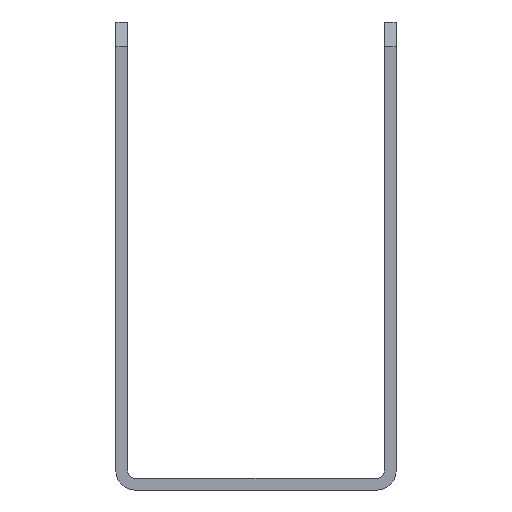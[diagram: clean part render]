
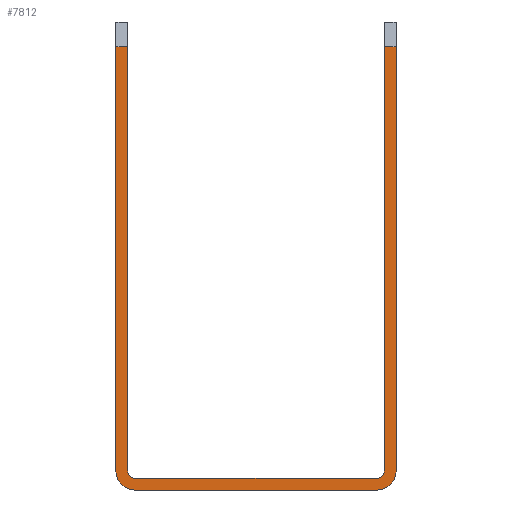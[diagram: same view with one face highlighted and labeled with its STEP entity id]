
A CAD part, front view. The second image highlights one B-rep face of the part: STEP entity #7812.
In plain terms, the highlighted planar face has unit normal (0, -1, 0).
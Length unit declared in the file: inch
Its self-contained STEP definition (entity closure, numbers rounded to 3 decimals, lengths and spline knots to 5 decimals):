
#85 = ORIENTED_EDGE ( 'NONE', *, *, #2378, .F. ) ;
#239 = EDGE_CURVE ( 'NONE', #2291, #5812, #3069, .T. ) ;
#429 = VECTOR ( 'NONE', #1908, 39.37008 ) ;
#480 = EDGE_CURVE ( 'NONE', #6457, #6545, #4321, .T. ) ;
#501 = ORIENTED_EDGE ( 'NONE', *, *, #239, .F. ) ;
#525 = CARTESIAN_POINT ( 'NONE',  ( -0.5645, -1., 1.885 ) ) ;
#603 = DIRECTION ( 'NONE',  ( 0., 0., 1. ) ) ;
#794 = CARTESIAN_POINT ( 'NONE',  ( 0.4875, -1., 0.077 ) ) ;
#1025 = CARTESIAN_POINT ( 'NONE',  ( 0.5645, -1., 1.785 ) ) ;
#1236 = DIRECTION ( 'NONE',  ( 0., 1., 0. ) ) ;
#1237 = CIRCLE ( 'NONE', #9329, 0.02976 ) ;
#1269 = CARTESIAN_POINT ( 'NONE',  ( -0.5645, -1., 0.077 ) ) ;
#1422 = CARTESIAN_POINT ( 'NONE',  ( -0.51726, -1., 1.785 ) ) ;
#1468 = CARTESIAN_POINT ( 'NONE',  ( -0.4875, -1., 0.077 ) ) ;
#1578 = CARTESIAN_POINT ( 'NONE',  ( 0.5645, -1., 0.045 ) ) ;
#1656 = DIRECTION ( 'NONE',  ( 0., 0., -1. ) ) ;
#1782 = VERTEX_POINT ( 'NONE', #8271 ) ;
#1908 = DIRECTION ( 'NONE',  ( 0., 0., 1. ) ) ;
#1929 = CARTESIAN_POINT ( 'NONE',  ( -0.51726, -1., 0.077 ) ) ;
#1946 = DIRECTION ( 'NONE',  ( 0., 0., -1. ) ) ;
#1984 = CARTESIAN_POINT ( 'NONE',  ( -0.4875, -1., 0.077 ) ) ;
#1989 = DIRECTION ( 'NONE',  ( 1., 0., 0. ) ) ;
#1990 = LINE ( 'NONE', #7305, #5578 ) ;
#2010 = EDGE_CURVE ( 'NONE', #1782, #5033, #8302, .T. ) ;
#2058 = VERTEX_POINT ( 'NONE', #1269 ) ;
#2147 = CARTESIAN_POINT ( 'NONE',  ( 0.51726, -1., 0.077 ) ) ;
#2208 = EDGE_CURVE ( 'NONE', #3629, #2058, #7199, .T. ) ;
#2229 = DIRECTION ( 'NONE',  ( 0., 0., 1. ) ) ;
#2291 = VERTEX_POINT ( 'NONE', #7133 ) ;
#2300 = LINE ( 'NONE', #6088, #7564 ) ;
#2355 = ORIENTED_EDGE ( 'NONE', *, *, #6993, .T. ) ;
#2378 = EDGE_CURVE ( 'NONE', #6545, #2291, #5745, .T. ) ;
#2413 = EDGE_CURVE ( 'NONE', #1782, #3654, #8968, .T. ) ;
#2457 = DIRECTION ( 'NONE',  ( 1., 0., 0. ) ) ;
#2567 = EDGE_CURVE ( 'NONE', #3629, #3654, #8079, .T. ) ;
#2597 = DIRECTION ( 'NONE',  ( 0., -1., 0. ) ) ;
#2602 = DIRECTION ( 'NONE',  ( 0., 1., 0. ) ) ;
#2656 = CARTESIAN_POINT ( 'NONE',  ( 0.51726, -1., 1.785 ) ) ;
#2751 = VECTOR ( 'NONE', #3506, 39.37008 ) ;
#2850 = DIRECTION ( 'NONE',  ( 0., 1., 0. ) ) ;
#2989 = ORIENTED_EDGE ( 'NONE', *, *, #8060, .T. ) ;
#3069 = LINE ( 'NONE', #5485, #5394 ) ;
#3476 = CARTESIAN_POINT ( 'NONE',  ( 0.4875, -1., 0. ) ) ;
#3506 = DIRECTION ( 'NONE',  ( -1., 0., 0. ) ) ;
#3616 = AXIS2_PLACEMENT_3D ( 'NONE', #1984, #2597, #1656 ) ;
#3617 = DIRECTION ( 'NONE',  ( 0., 0., -1. ) ) ;
#3629 = VERTEX_POINT ( 'NONE', #6498 ) ;
#3654 = VERTEX_POINT ( 'NONE', #3476 ) ;
#3938 = DIRECTION ( 'NONE',  ( 0., 1., 0. ) ) ;
#4025 = VECTOR ( 'NONE', #1989, 39.37008 ) ;
#4072 = VERTEX_POINT ( 'NONE', #2656 ) ;
#4321 = LINE ( 'NONE', #6867, #5604 ) ;
#4520 = VERTEX_POINT ( 'NONE', #6786 ) ;
#4656 = ORIENTED_EDGE ( 'NONE', *, *, #2010, .T. ) ;
#4916 = CARTESIAN_POINT ( 'NONE',  ( 0.4875, -1., 0.04724 ) ) ;
#5014 = LINE ( 'NONE', #525, #7672 ) ;
#5033 = VERTEX_POINT ( 'NONE', #1025 ) ;
#5056 = EDGE_CURVE ( 'NONE', #5144, #4072, #1990, .T. ) ;
#5069 = EDGE_CURVE ( 'NONE', #4520, #6457, #2300, .T. ) ;
#5144 = VERTEX_POINT ( 'NONE', #2147 ) ;
#5394 = VECTOR ( 'NONE', #6673, 39.37008 ) ;
#5485 = CARTESIAN_POINT ( 'NONE',  ( -0.4875, -1., 0.04724 ) ) ;
#5578 = VECTOR ( 'NONE', #6855, 39.37008 ) ;
#5603 = EDGE_CURVE ( 'NONE', #4520, #2058, #5014, .T. ) ;
#5604 = VECTOR ( 'NONE', #5805, 39.37008 ) ;
#5621 = LINE ( 'NONE', #7434, #2751 ) ;
#5745 = CIRCLE ( 'NONE', #3616, 0.02976 ) ;
#5805 = DIRECTION ( 'NONE',  ( 0., 0., -1. ) ) ;
#5812 = VERTEX_POINT ( 'NONE', #4916 ) ;
#5859 = ORIENTED_EDGE ( 'NONE', *, *, #5056, .F. ) ;
#5905 = ORIENTED_EDGE ( 'NONE', *, *, #2413, .F. ) ;
#6020 = CARTESIAN_POINT ( 'NONE',  ( 0.5645, -1., 0.045 ) ) ;
#6088 = CARTESIAN_POINT ( 'NONE',  ( -0.5645, -1., 1.785 ) ) ;
#6457 = VERTEX_POINT ( 'NONE', #1422 ) ;
#6461 = FACE_OUTER_BOUND ( 'NONE', #9436, .T. ) ;
#6498 = CARTESIAN_POINT ( 'NONE',  ( -0.4875, -1., 0. ) ) ;
#6534 = CARTESIAN_POINT ( 'NONE',  ( 0.4875, -1., 0.077 ) ) ;
#6545 = VERTEX_POINT ( 'NONE', #1929 ) ;
#6673 = DIRECTION ( 'NONE',  ( 1., 0., 0. ) ) ;
#6786 = CARTESIAN_POINT ( 'NONE',  ( -0.5645, -1., 1.785 ) ) ;
#6855 = DIRECTION ( 'NONE',  ( 0., 0., 1. ) ) ;
#6867 = CARTESIAN_POINT ( 'NONE',  ( -0.51726, -1., 1.885 ) ) ;
#6993 = EDGE_CURVE ( 'NONE', #5144, #5812, #1237, .T. ) ;
#7133 = CARTESIAN_POINT ( 'NONE',  ( -0.4875, -1., 0.04724 ) ) ;
#7144 = AXIS2_PLACEMENT_3D ( 'NONE', #6534, #2602, #603 ) ;
#7199 = CIRCLE ( 'NONE', #8915, 0.077 ) ;
#7305 = CARTESIAN_POINT ( 'NONE',  ( 0.51726, -1., 1.885 ) ) ;
#7357 = ORIENTED_EDGE ( 'NONE', *, *, #2567, .T. ) ;
#7434 = CARTESIAN_POINT ( 'NONE',  ( 0.5645, -1., 1.785 ) ) ;
#7564 = VECTOR ( 'NONE', #2457, 39.37008 ) ;
#7672 = VECTOR ( 'NONE', #3617, 39.37008 ) ;
#7703 = PLANE ( 'NONE',  #9266 ) ;
#7812 = ADVANCED_FACE ( 'NONE', ( #6461 ), #7703, .F. ) ;
#8001 = ORIENTED_EDGE ( 'NONE', *, *, #480, .F. ) ;
#8060 = EDGE_CURVE ( 'NONE', #5033, #4072, #5621, .T. ) ;
#8061 = ORIENTED_EDGE ( 'NONE', *, *, #5069, .F. ) ;
#8079 = LINE ( 'NONE', #8382, #4025 ) ;
#8131 = DIRECTION ( 'NONE',  ( 0., 0., 1. ) ) ;
#8271 = CARTESIAN_POINT ( 'NONE',  ( 0.5645, -1., 0.077 ) ) ;
#8302 = LINE ( 'NONE', #1578, #429 ) ;
#8351 = ORIENTED_EDGE ( 'NONE', *, *, #2208, .F. ) ;
#8382 = CARTESIAN_POINT ( 'NONE',  ( -0.4875, -1., 0. ) ) ;
#8915 = AXIS2_PLACEMENT_3D ( 'NONE', #1468, #3938, #1946 ) ;
#8968 = CIRCLE ( 'NONE', #7144, 0.077 ) ;
#9068 = ORIENTED_EDGE ( 'NONE', *, *, #5603, .T. ) ;
#9266 = AXIS2_PLACEMENT_3D ( 'NONE', #6020, #2850, #2229 ) ;
#9329 = AXIS2_PLACEMENT_3D ( 'NONE', #794, #1236, #8131 ) ;
#9436 = EDGE_LOOP ( 'NONE', ( #5859, #2355, #501, #85, #8001, #8061, #9068, #8351, #7357, #5905, #4656, #2989 ) ) ;
